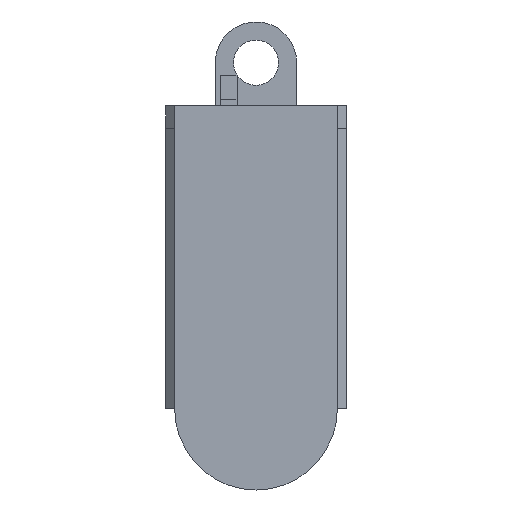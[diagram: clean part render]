
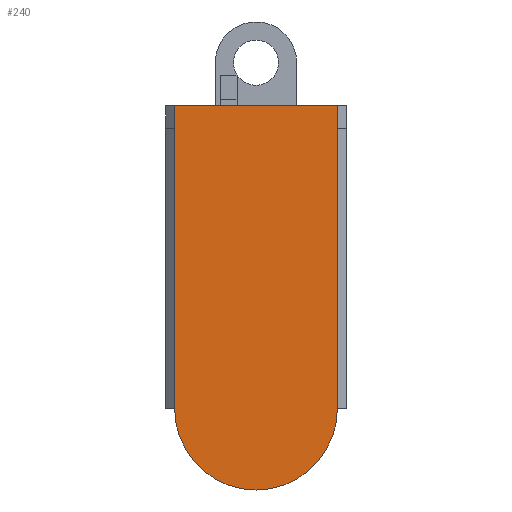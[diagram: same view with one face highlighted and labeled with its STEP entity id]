
A CAD part, front view. The second image highlights one B-rep face of the part: STEP entity #240.
In plain terms, the highlighted planar face has unit normal (0, -1, 0).
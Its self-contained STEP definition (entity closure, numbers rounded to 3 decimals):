
#59 = EDGE_CURVE ( 'NONE', #1792, #4152, #1632, .T. ) ;
#206 = CARTESIAN_POINT ( 'NONE',  ( 0., 0., 33.5 ) ) ;
#240 = ADVANCED_FACE ( 'NONE', ( #1395 ), #1036, .F. ) ;
#289 = CARTESIAN_POINT ( 'NONE',  ( -18., 0., 0. ) ) ;
#488 = DIRECTION ( 'NONE',  ( 0., 0., 1. ) ) ;
#511 = DIRECTION ( 'NONE',  ( 0., 0., 1. ) ) ;
#656 = EDGE_LOOP ( 'NONE', ( #2960, #1977, #3649, #4096, #3085 ) ) ;
#663 = DIRECTION ( 'NONE',  ( 0., 0., 1. ) ) ;
#698 = VECTOR ( 'NONE', #1374, 1000. ) ;
#824 = DIRECTION ( 'NONE',  ( 0., 1., 0. ) ) ;
#926 = CIRCLE ( 'NONE', #2315, 18. ) ;
#993 = EDGE_CURVE ( 'NONE', #4152, #2308, #926, .T. ) ;
#1036 = PLANE ( 'NONE',  #1711 ) ;
#1333 = CARTESIAN_POINT ( 'NONE',  ( 18., 0., 33.5 ) ) ;
#1374 = DIRECTION ( 'NONE',  ( 1., 0., 0. ) ) ;
#1395 = FACE_OUTER_BOUND ( 'NONE', #656, .T. ) ;
#1401 = VERTEX_POINT ( 'NONE', #1333 ) ;
#1534 = CARTESIAN_POINT ( 'NONE',  ( 0., 0., -51.5 ) ) ;
#1632 = CIRCLE ( 'NONE', #3234, 18. ) ;
#1652 = EDGE_CURVE ( 'NONE', #1792, #1401, #3768, .T. ) ;
#1711 = AXIS2_PLACEMENT_3D ( 'NONE', #4027, #2499, #3616 ) ;
#1792 = VERTEX_POINT ( 'NONE', #3189 ) ;
#1849 = EDGE_CURVE ( 'NONE', #4535, #1401, #4256, .T. ) ;
#1977 = ORIENTED_EDGE ( 'NONE', *, *, #993, .F. ) ;
#2084 = CARTESIAN_POINT ( 'NONE',  ( -18., 0., -33.5 ) ) ;
#2273 = CARTESIAN_POINT ( 'NONE',  ( 0., 0., -33.5 ) ) ;
#2282 = EDGE_CURVE ( 'NONE', #2308, #4535, #4659, .T. ) ;
#2308 = VERTEX_POINT ( 'NONE', #2084 ) ;
#2315 = AXIS2_PLACEMENT_3D ( 'NONE', #4036, #2943, #4336 ) ;
#2499 = DIRECTION ( 'NONE',  ( 0., 1., 0. ) ) ;
#2943 = DIRECTION ( 'NONE',  ( 0., 1., 0. ) ) ;
#2960 = ORIENTED_EDGE ( 'NONE', *, *, #2282, .F. ) ;
#3085 = ORIENTED_EDGE ( 'NONE', *, *, #1849, .F. ) ;
#3146 = VECTOR ( 'NONE', #511, 1000. ) ;
#3189 = CARTESIAN_POINT ( 'NONE',  ( 18., 0., -33.5 ) ) ;
#3234 = AXIS2_PLACEMENT_3D ( 'NONE', #2273, #824, #488 ) ;
#3432 = CARTESIAN_POINT ( 'NONE',  ( 18., 0., 0. ) ) ;
#3616 = DIRECTION ( 'NONE',  ( 0., 0., 1. ) ) ;
#3649 = ORIENTED_EDGE ( 'NONE', *, *, #59, .F. ) ;
#3768 = LINE ( 'NONE', #3432, #3146 ) ;
#4027 = CARTESIAN_POINT ( 'NONE',  ( 0., 0., 0. ) ) ;
#4036 = CARTESIAN_POINT ( 'NONE',  ( 0., 0., -33.5 ) ) ;
#4096 = ORIENTED_EDGE ( 'NONE', *, *, #1652, .T. ) ;
#4140 = VECTOR ( 'NONE', #663, 1000. ) ;
#4152 = VERTEX_POINT ( 'NONE', #1534 ) ;
#4256 = LINE ( 'NONE', #206, #698 ) ;
#4336 = DIRECTION ( 'NONE',  ( 0., 0., 1. ) ) ;
#4535 = VERTEX_POINT ( 'NONE', #4645 ) ;
#4645 = CARTESIAN_POINT ( 'NONE',  ( -18., 0., 33.5 ) ) ;
#4659 = LINE ( 'NONE', #289, #4140 ) ;
